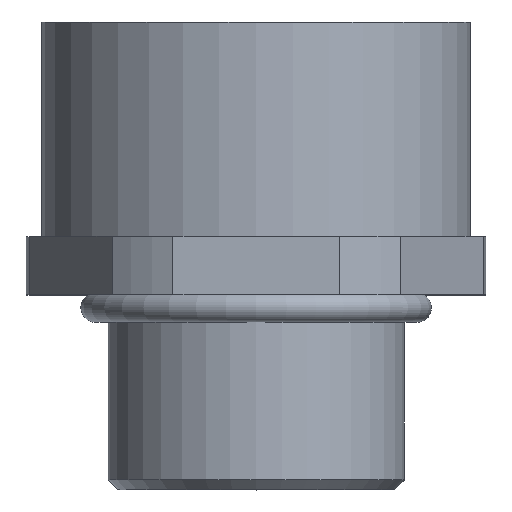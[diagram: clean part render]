
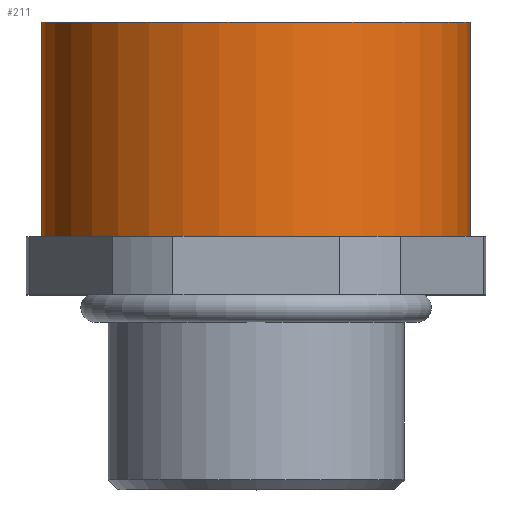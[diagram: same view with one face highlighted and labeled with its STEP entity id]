
A CAD part, top view. The second image highlights one B-rep face of the part: STEP entity #211.
In plain terms, the highlighted cylindrical face has radius 11 mm (diameter 22 mm), a partial arc.
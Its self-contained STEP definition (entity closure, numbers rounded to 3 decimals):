
#45 = EDGE_CURVE ( 'NONE', #376, #483, #69, .T. ) ;
#46 = EDGE_CURVE ( 'NONE', #422, #376, #68, .T. ) ;
#47 = EDGE_CURVE ( 'NONE', #437, #422, #67, .T. ) ;
#48 = EDGE_CURVE ( 'NONE', #437, #362, #978, .T. ) ;
#49 = EDGE_CURVE ( 'NONE', #362, #553, #66, .T. ) ;
#50 = EDGE_CURVE ( 'NONE', #483, #549, #65, .T. ) ;
#51 = EDGE_CURVE ( 'NONE', #549, #553, #969, .T. ) ;
#65 = CIRCLE ( 'NONE', #1226, 11. ) ;
#66 = CIRCLE ( 'NONE', #1229, 11. ) ;
#67 = CIRCLE ( 'NONE', #1235, 11. ) ;
#68 = CIRCLE ( 'NONE', #1232, 11. ) ;
#69 = CIRCLE ( 'NONE', #1237, 11. ) ;
#211 = ADVANCED_FACE ( 'NONE', ( #240 ), #238, .T. ) ;
#238 = CYLINDRICAL_SURFACE ( 'NONE', #242, 11. ) ;
#240 = FACE_OUTER_BOUND ( 'NONE', #526, .T. ) ;
#242 = AXIS2_PLACEMENT_3D ( 'NONE', #642, #640, #638 ) ;
#362 = VERTEX_POINT ( 'NONE', #620 ) ;
#376 = VERTEX_POINT ( 'NONE', #616 ) ;
#422 = VERTEX_POINT ( 'NONE', #610 ) ;
#437 = VERTEX_POINT ( 'NONE', #609 ) ;
#483 = VERTEX_POINT ( 'NONE', #598 ) ;
#526 = EDGE_LOOP ( 'NONE', ( #1096, #1094, #1095, #1093, #1092, #1091, #1090 ) ) ;
#549 = VERTEX_POINT ( 'NONE', #588 ) ;
#553 = VERTEX_POINT ( 'NONE', #587 ) ;
#587 = CARTESIAN_POINT ( 'NONE',  ( 11., 10., 0. ) ) ;
#588 = CARTESIAN_POINT ( 'NONE',  ( 11., -1., 0. ) ) ;
#598 = CARTESIAN_POINT ( 'NONE',  ( 9.526, -1., 5.5 ) ) ;
#609 = CARTESIAN_POINT ( 'NONE',  ( -11., -1., 0. ) ) ;
#610 = CARTESIAN_POINT ( 'NONE',  ( -9.526, -1., 5.5 ) ) ;
#616 = CARTESIAN_POINT ( 'NONE',  ( 0., -1., 11. ) ) ;
#620 = CARTESIAN_POINT ( 'NONE',  ( -11., 10., 0. ) ) ;
#638 = DIRECTION ( 'NONE',  ( -1., 0., 0. ) ) ;
#640 = DIRECTION ( 'NONE',  ( 0., 1., 0. ) ) ;
#642 = CARTESIAN_POINT ( 'NONE',  ( 0., 28.886, 0. ) ) ;
#967 = DIRECTION ( 'NONE',  ( 0., 1., 0. ) ) ;
#968 = CARTESIAN_POINT ( 'NONE',  ( 11., 28.886, 0. ) ) ;
#969 = LINE ( 'NONE', #968, #1225 ) ;
#971 = DIRECTION ( 'NONE',  ( -1., 0., 0. ) ) ;
#972 = DIRECTION ( 'NONE',  ( 0., 1., 0. ) ) ;
#973 = CARTESIAN_POINT ( 'NONE',  ( 0., -1., 0. ) ) ;
#974 = DIRECTION ( 'NONE',  ( -1., 0., 0. ) ) ;
#975 = DIRECTION ( 'NONE',  ( 0., 1., 0. ) ) ;
#976 = DIRECTION ( 'NONE',  ( 0., 1., 0. ) ) ;
#977 = CARTESIAN_POINT ( 'NONE',  ( -11., 28.886, 0. ) ) ;
#978 = LINE ( 'NONE', #977, #1227 ) ;
#979 = CARTESIAN_POINT ( 'NONE',  ( 0., 10., 0. ) ) ;
#980 = DIRECTION ( 'NONE',  ( -1., 0., 0. ) ) ;
#981 = DIRECTION ( 'NONE',  ( 0., 1., 0. ) ) ;
#982 = CARTESIAN_POINT ( 'NONE',  ( 0., -1., 0. ) ) ;
#983 = DIRECTION ( 'NONE',  ( -1., 0., 0. ) ) ;
#984 = DIRECTION ( 'NONE',  ( 0., 1., 0. ) ) ;
#985 = CARTESIAN_POINT ( 'NONE',  ( 0., -1., 0. ) ) ;
#986 = DIRECTION ( 'NONE',  ( -1., 0., 0. ) ) ;
#987 = DIRECTION ( 'NONE',  ( 0., 1., 0. ) ) ;
#997 = CARTESIAN_POINT ( 'NONE',  ( 0., -1., 0. ) ) ;
#1090 = ORIENTED_EDGE ( 'NONE', *, *, #45, .T. ) ;
#1091 = ORIENTED_EDGE ( 'NONE', *, *, #46, .T. ) ;
#1092 = ORIENTED_EDGE ( 'NONE', *, *, #47, .T. ) ;
#1093 = ORIENTED_EDGE ( 'NONE', *, *, #48, .F. ) ;
#1094 = ORIENTED_EDGE ( 'NONE', *, *, #51, .T. ) ;
#1095 = ORIENTED_EDGE ( 'NONE', *, *, #49, .F. ) ;
#1096 = ORIENTED_EDGE ( 'NONE', *, *, #50, .T. ) ;
#1225 = VECTOR ( 'NONE', #967, 1000. ) ;
#1226 = AXIS2_PLACEMENT_3D ( 'NONE', #973, #972, #971 ) ;
#1227 = VECTOR ( 'NONE', #976, 1000. ) ;
#1229 = AXIS2_PLACEMENT_3D ( 'NONE', #979, #975, #974 ) ;
#1232 = AXIS2_PLACEMENT_3D ( 'NONE', #985, #984, #983 ) ;
#1235 = AXIS2_PLACEMENT_3D ( 'NONE', #982, #981, #980 ) ;
#1237 = AXIS2_PLACEMENT_3D ( 'NONE', #997, #987, #986 ) ;
